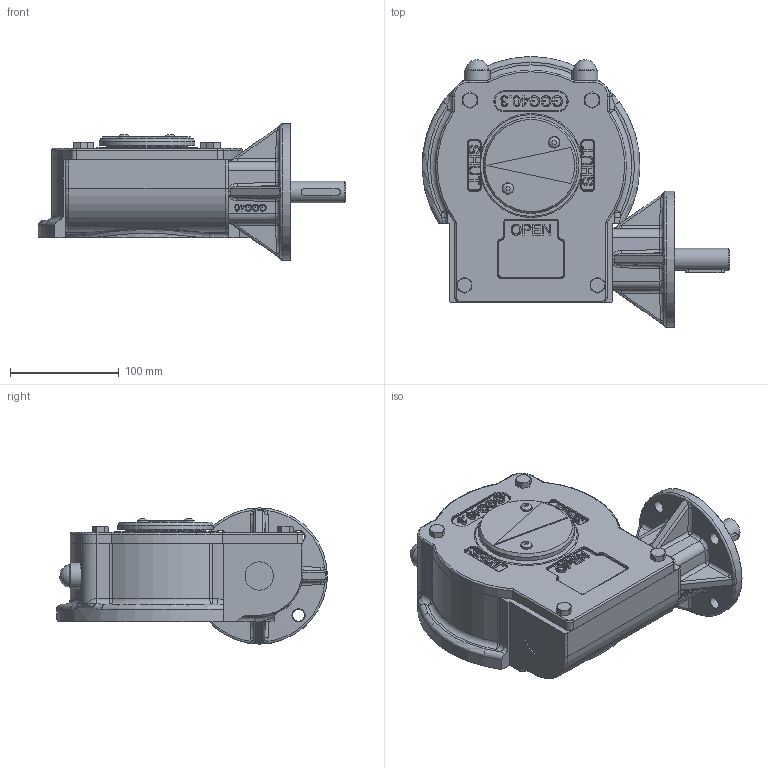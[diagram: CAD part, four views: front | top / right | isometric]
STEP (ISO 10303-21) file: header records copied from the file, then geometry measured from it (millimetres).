
FILE_DESCRIPTION(/* description */ ('Unknown'),/* implementation_level */ '2;1');
FILE_NAME(/* name */ 'AB880MN LH',/* time_stamp */ '2016-12-09T13:48:08+00:00',/* author */ ('Unknown'),/* organization */ ('Unknown'),/* preprocessor_version */ 'ST-DEVELOPER v16',/* originating_system */ 'DEX',/* authorisation */ $);
FILE_SCHEMA (('AUTOMOTIVE_DESIGN {1 0 10303 214 3 1 1}'));
Length unit declared in the file: millimetre
Products named in the file (1): AB880MN LH
Bounding box: 282.39 x 248.5 x 125 mm (x, y, z)
Surface area: 250957.6 mm2 (no closed solid volume)
Topology: 0 solids, 58 shells, 762 faces, 2159 edges, 1446 vertices
Faces by surface type: plane 336, cylinder 168, bspline 115, torus 67, cone 60, sphere 16
Full cylindrical faces by diameter (mm): 4.917 x1, 8 x2, 10 x6, 10.106 x4, 11 x4, 12 x4, 16 x1, 17.294 x4, 19.98 x1, 23.75 x2, 26 x2, 70 x1, 74 x1, 75 x1, 88 x1, 125 x1
Entity records: 39325 total; most frequent: CARTESIAN_POINT 18493, ORIENTED_EDGE 3529, DIRECTION 3093, EDGE_CURVE 2020, VERTEX_POINT 1417, AXIS2_PLACEMENT_3D 1237, FACE_BOUND 967, EDGE_LOOP 959
